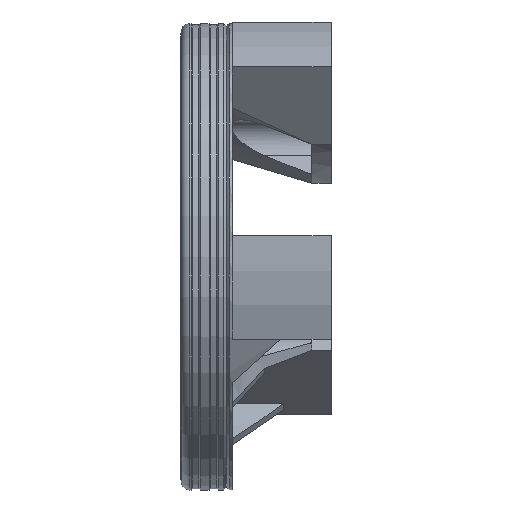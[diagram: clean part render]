
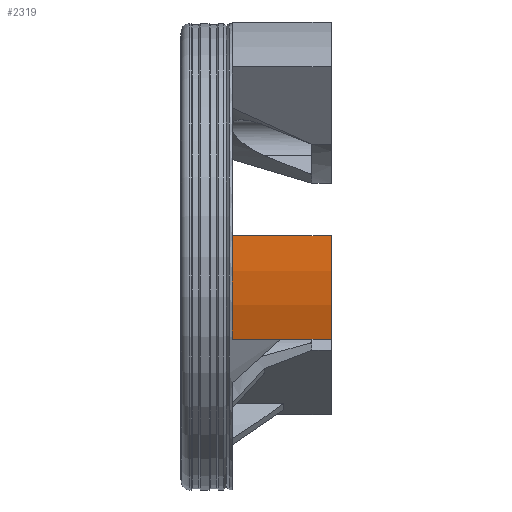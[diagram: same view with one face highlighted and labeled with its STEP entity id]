
A CAD part, left-side view. The second image highlights one B-rep face of the part: STEP entity #2319.
In plain terms, the highlighted cylindrical face has radius 37.5 mm (diameter 75 mm), a partial arc.
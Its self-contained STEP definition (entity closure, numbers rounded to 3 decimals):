
#85 = EDGE_CURVE ( 'NONE', #1532, #3767, #1946, .T. ) ;
#236 = DIRECTION ( 'NONE',  ( 0., 1., 0. ) ) ;
#305 = DIRECTION ( 'NONE',  ( 0., 0., -1. ) ) ;
#330 = AXIS2_PLACEMENT_3D ( 'NONE', #2112, #3294, #909 ) ;
#370 = AXIS2_PLACEMENT_3D ( 'NONE', #2838, #236, #2230 ) ;
#798 = DIRECTION ( 'NONE',  ( 0., -1., 0. ) ) ;
#819 = CARTESIAN_POINT ( 'NONE',  ( 0., -3., 0. ) ) ;
#880 = VECTOR ( 'NONE', #1080, 1000. ) ;
#881 = EDGE_LOOP ( 'NONE', ( #1771, #1350, #2672, #1036 ) ) ;
#909 = DIRECTION ( 'NONE',  ( 0., 0., -1. ) ) ;
#981 = VERTEX_POINT ( 'NONE', #3030 ) ;
#1036 = ORIENTED_EDGE ( 'NONE', *, *, #2940, .F. ) ;
#1059 = LINE ( 'NONE', #1383, #880 ) ;
#1080 = DIRECTION ( 'NONE',  ( 0., -1., 0. ) ) ;
#1218 = FACE_OUTER_BOUND ( 'NONE', #881, .T. ) ;
#1350 = ORIENTED_EDGE ( 'NONE', *, *, #3395, .T. ) ;
#1383 = CARTESIAN_POINT ( 'NONE',  ( -37.357, 20.4, 3.268 ) ) ;
#1532 = VERTEX_POINT ( 'NONE', #2336 ) ;
#1771 = ORIENTED_EDGE ( 'NONE', *, *, #85, .F. ) ;
#1916 = VECTOR ( 'NONE', #798, 1000. ) ;
#1946 = CIRCLE ( 'NONE', #370, 37.5 ) ;
#2022 = CARTESIAN_POINT ( 'NONE',  ( -37.357, -3., 3.268 ) ) ;
#2112 = CARTESIAN_POINT ( 'NONE',  ( 0., 20.4, 0. ) ) ;
#2230 = DIRECTION ( 'NONE',  ( 0., 0., 1. ) ) ;
#2245 = EDGE_CURVE ( 'NONE', #3071, #981, #2760, .T. ) ;
#2248 = LINE ( 'NONE', #3413, #1916 ) ;
#2284 = CARTESIAN_POINT ( 'NONE',  ( -37.357, 12.4, 3.268 ) ) ;
#2319 = ADVANCED_FACE ( 'NONE', ( #1218 ), #3563, .T. ) ;
#2336 = CARTESIAN_POINT ( 'NONE',  ( -35.238, 12.4, -12.826 ) ) ;
#2518 = AXIS2_PLACEMENT_3D ( 'NONE', #819, #3125, #305 ) ;
#2672 = ORIENTED_EDGE ( 'NONE', *, *, #2245, .F. ) ;
#2760 = CIRCLE ( 'NONE', #2518, 37.5 ) ;
#2838 = CARTESIAN_POINT ( 'NONE',  ( 0., 12.4, 0. ) ) ;
#2940 = EDGE_CURVE ( 'NONE', #3767, #3071, #1059, .T. ) ;
#3030 = CARTESIAN_POINT ( 'NONE',  ( -35.238, -3., -12.826 ) ) ;
#3071 = VERTEX_POINT ( 'NONE', #2022 ) ;
#3125 = DIRECTION ( 'NONE',  ( 0., -1., 0. ) ) ;
#3294 = DIRECTION ( 'NONE',  ( 0., -1., 0. ) ) ;
#3395 = EDGE_CURVE ( 'NONE', #1532, #981, #2248, .T. ) ;
#3413 = CARTESIAN_POINT ( 'NONE',  ( -35.238, 20.4, -12.826 ) ) ;
#3563 = CYLINDRICAL_SURFACE ( 'NONE', #330, 37.5 ) ;
#3767 = VERTEX_POINT ( 'NONE', #2284 ) ;
